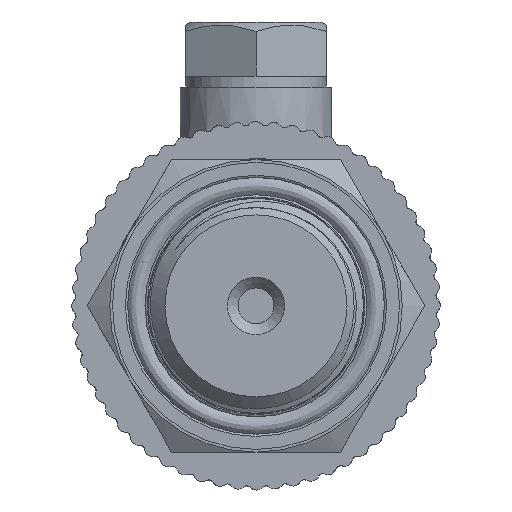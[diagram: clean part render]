
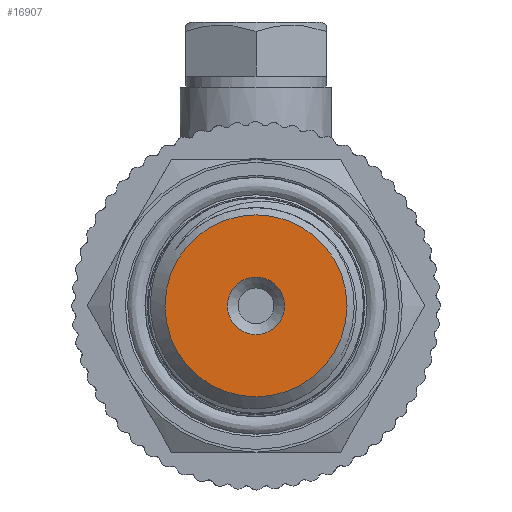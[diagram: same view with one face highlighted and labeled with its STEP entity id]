
A CAD part, left-side view. The second image highlights one B-rep face of the part: STEP entity #16907.
In plain terms, the highlighted planar face has unit normal (-1, 0, 0).
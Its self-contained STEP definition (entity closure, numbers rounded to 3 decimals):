
#154=PLANE('',#17865);
#748=FACE_BOUND('',#2798,.T.);
#951=CIRCLE('',#17820,8.4);
#978=CIRCLE('',#17864,2.65);
#1807=FACE_OUTER_BOUND('',#2797,.T.);
#2797=EDGE_LOOP('',(#12698));
#2798=EDGE_LOOP('',(#12699));
#7069=VERTEX_POINT('',#35961);
#7092=VERTEX_POINT('',#36992);
#9125=EDGE_CURVE('',#7069,#7069,#951,.T.);
#9164=EDGE_CURVE('',#7092,#7092,#978,.T.);
#12698=ORIENTED_EDGE('',*,*,#9125,.T.);
#12699=ORIENTED_EDGE('',*,*,#9164,.T.);
#16907=ADVANCED_FACE('',(#1807,#748),#154,.T.);
#17820=AXIS2_PLACEMENT_3D('',#35963,#19550,#19551);
#17864=AXIS2_PLACEMENT_3D('',#36994,#19646,#19647);
#17865=AXIS2_PLACEMENT_3D('',#36995,#19648,#19649);
#19550=DIRECTION('center_axis',(-1.,0.,0.));
#19551=DIRECTION('ref_axis',(0.,1.,0.));
#19646=DIRECTION('center_axis',(1.,0.,0.));
#19647=DIRECTION('ref_axis',(0.,0.,-1.));
#19648=DIRECTION('center_axis',(-1.,0.,0.));
#19649=DIRECTION('ref_axis',(0.,0.,1.));
#35961=CARTESIAN_POINT('',(-61.,-8.4,0.));
#35963=CARTESIAN_POINT('Origin',(-61.,0.,0.));
#36992=CARTESIAN_POINT('',(-61.,-2.65,0.));
#36994=CARTESIAN_POINT('Origin',(-61.,0.,0.));
#36995=CARTESIAN_POINT('Origin',(-61.,10.,0.));
